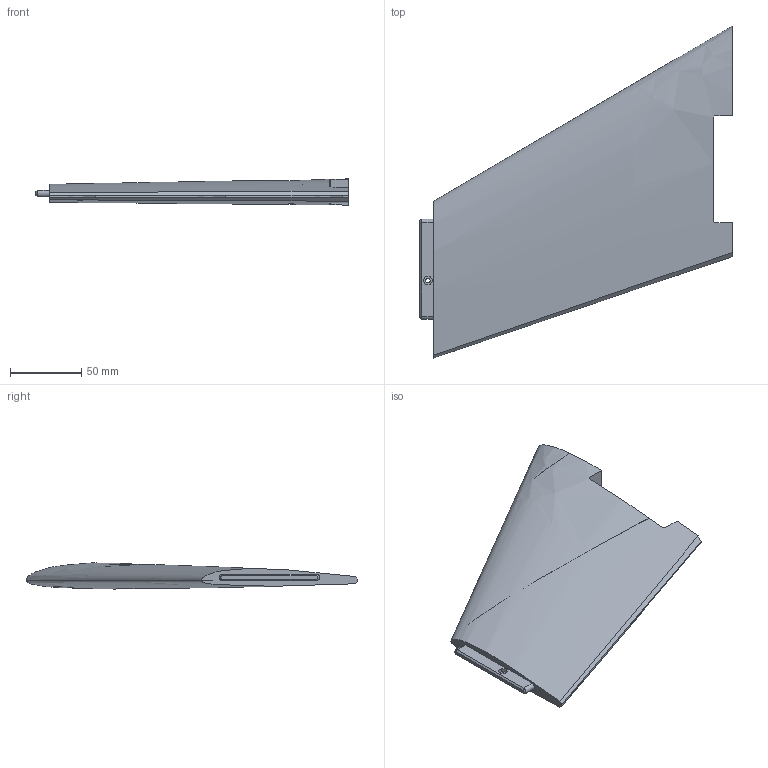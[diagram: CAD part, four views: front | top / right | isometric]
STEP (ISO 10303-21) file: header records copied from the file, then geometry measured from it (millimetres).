
FILE_DESCRIPTION(/* description */ (''),/* implementation_level */ '2;1');
FILE_NAME(/* name */ 'Wing L 2.step',/* time_stamp */ '2024-06-06T08:50:46+02:00',/* author */ (''),/* organization */ (''),/* preprocessor_version */ 'ST-DEVELOPER v20',/* originating_system */ 'Autodesk Translation Framework v13.14.0.145',/* authorisation */ '');
FILE_SCHEMA (('AUTOMOTIVE_DESIGN { 1 0 10303 214 3 1 1 }'));
Length unit declared in the file: millimetre
Products named in the file (1): Wing L 2
Bounding box: 219.6 x 233.51 x 18.37 mm (x, y, z)
Volume: 312286.6 mm3; surface area: 75119.2 mm2
Topology: 1 solids, 1 shells, 89 faces, 227 edges, 151 vertices
Faces by surface type: plane 73, cylinder 8, bspline 6, cone 2
Full cylindrical faces by diameter (mm): 3.2 x1, 3.5 x2, 6.4 x1, 8.6 x1
Entity records: 3845 total; most frequent: CARTESIAN_POINT 1718, ORIENTED_EDGE 454, DIRECTION 378, EDGE_CURVE 227, LINE 164, VECTOR 164, VERTEX_POINT 151, AXIS2_PLACEMENT_3D 107
